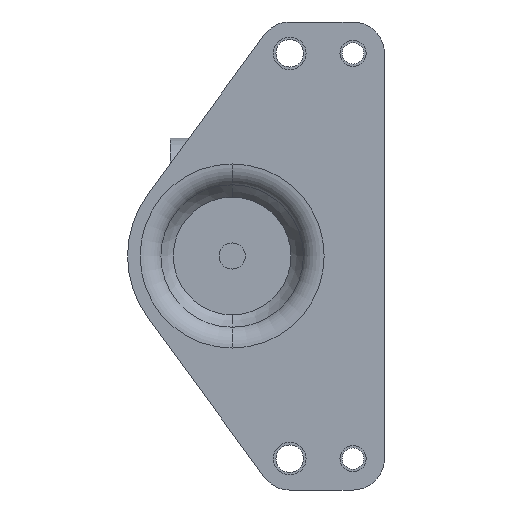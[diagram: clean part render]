
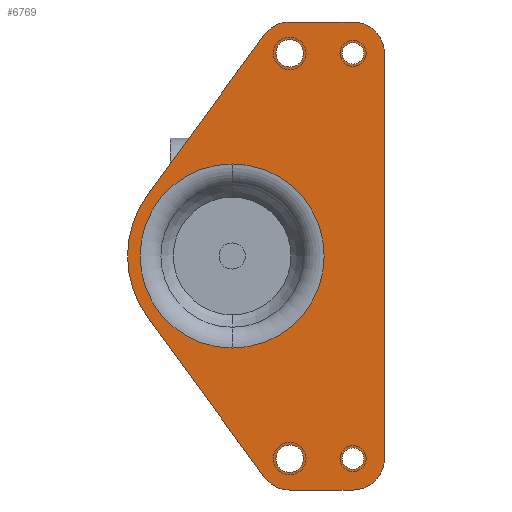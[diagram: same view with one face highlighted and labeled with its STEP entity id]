
A CAD part, left-side view. The second image highlights one B-rep face of the part: STEP entity #6769.
In plain terms, the highlighted face is planar.
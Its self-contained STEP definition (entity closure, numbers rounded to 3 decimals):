
#3813=CARTESIAN_POINT('',(0.,-7.327,0.));
#3814=DIRECTION('',(0.,-1.,0.));
#3815=DIRECTION('',(0.,0.,1.));
#3816=AXIS2_PLACEMENT_3D('',#3813,#3814,#3815);
#3818=CARTESIAN_POINT('',(0.,-7.327,0.));
#3819=DIRECTION('',(0.,-1.,0.));
#3820=DIRECTION('',(0.,0.,-1.));
#3821=AXIS2_PLACEMENT_3D('',#3818,#3819,#3820);
#3823=CARTESIAN_POINT('',(-8.8,-7.327,31.));
#3824=DIRECTION('',(0.,-1.,0.));
#3825=DIRECTION('',(0.807,0.,0.59));
#3826=AXIS2_PLACEMENT_3D('',#3823,#3824,#3825);
#3828=DIRECTION('',(-0.59,0.,0.807));
#3829=VECTOR('',#3828,30.216);
#3830=CARTESIAN_POINT('',(12.914,-7.327,9.446));
#3831=LINE('',#3830,#3829);
#3832=CARTESIAN_POINT('',(0.,-7.327,0.));
#3833=DIRECTION('',(0.,-1.,0.));
#3834=DIRECTION('',(0.807,0.,-0.59));
#3835=AXIS2_PLACEMENT_3D('',#3832,#3833,#3834);
#3837=DIRECTION('',(0.59,0.,0.807));
#3838=VECTOR('',#3837,30.216);
#3839=CARTESIAN_POINT('',(-4.926,-7.327,-33.834));
#3840=LINE('',#3839,#3838);
#3841=CARTESIAN_POINT('',(-8.8,-7.327,-31.));
#3842=DIRECTION('',(0.,-1.,0.));
#3843=DIRECTION('',(0.,0.,-1.));
#3844=AXIS2_PLACEMENT_3D('',#3841,#3842,#3843);
#3846=DIRECTION('',(1.,0.,0.));
#3847=VECTOR('',#3846,9.7);
#3848=CARTESIAN_POINT('',(-18.5,-7.327,-35.8));
#3849=LINE('',#3848,#3847);
#3850=CARTESIAN_POINT('',(-18.5,-7.327,-31.));
#3851=DIRECTION('',(0.,-1.,0.));
#3852=DIRECTION('',(-1.,0.,0.));
#3853=AXIS2_PLACEMENT_3D('',#3850,#3851,#3852);
#3855=DIRECTION('',(0.,0.,-1.));
#3856=VECTOR('',#3855,62.);
#3857=CARTESIAN_POINT('',(-23.3,-7.327,31.));
#3858=LINE('',#3857,#3856);
#3859=CARTESIAN_POINT('',(-18.5,-7.327,31.));
#3860=DIRECTION('',(0.,-1.,0.));
#3861=DIRECTION('',(0.,0.,1.));
#3862=AXIS2_PLACEMENT_3D('',#3859,#3860,#3861);
#3864=DIRECTION('',(-1.,0.,0.));
#3865=VECTOR('',#3864,9.7);
#3866=CARTESIAN_POINT('',(-8.8,-7.327,35.8));
#3867=LINE('',#3866,#3865);
#3868=CARTESIAN_POINT('',(-8.8,-7.327,31.));
#3869=DIRECTION('',(0.,1.,0.));
#3870=DIRECTION('',(1.,0.,0.));
#3871=AXIS2_PLACEMENT_3D('',#3868,#3869,#3870);
#3873=CARTESIAN_POINT('',(-8.8,-7.327,31.));
#3874=DIRECTION('',(0.,1.,0.));
#3875=DIRECTION('',(-1.,0.,0.));
#3876=AXIS2_PLACEMENT_3D('',#3873,#3874,#3875);
#3878=CARTESIAN_POINT('',(-8.8,-7.327,-31.));
#3879=DIRECTION('',(0.,1.,0.));
#3880=DIRECTION('',(1.,0.,0.));
#3881=AXIS2_PLACEMENT_3D('',#3878,#3879,#3880);
#3883=CARTESIAN_POINT('',(-8.8,-7.327,-31.));
#3884=DIRECTION('',(0.,1.,0.));
#3885=DIRECTION('',(-1.,0.,0.));
#3886=AXIS2_PLACEMENT_3D('',#3883,#3884,#3885);
#3888=CARTESIAN_POINT('',(-18.5,-7.327,-31.));
#3889=DIRECTION('',(0.,1.,0.));
#3890=DIRECTION('',(1.,0.,0.));
#3891=AXIS2_PLACEMENT_3D('',#3888,#3889,#3890);
#3893=CARTESIAN_POINT('',(-18.5,-7.327,-31.));
#3894=DIRECTION('',(0.,1.,0.));
#3895=DIRECTION('',(-1.,0.,0.));
#3896=AXIS2_PLACEMENT_3D('',#3893,#3894,#3895);
#3898=CARTESIAN_POINT('',(-18.5,-7.327,31.));
#3899=DIRECTION('',(0.,1.,0.));
#3900=DIRECTION('',(1.,0.,0.));
#3901=AXIS2_PLACEMENT_3D('',#3898,#3899,#3900);
#3903=CARTESIAN_POINT('',(-18.5,-7.327,31.));
#3904=DIRECTION('',(0.,1.,0.));
#3905=DIRECTION('',(-1.,0.,0.));
#3906=AXIS2_PLACEMENT_3D('',#3903,#3904,#3905);
#4827=CARTESIAN_POINT('',(12.914,-7.327,-9.446));
#4828=CARTESIAN_POINT('',(12.914,-7.327,9.446));
#4829=VERTEX_POINT('',#4827);
#4830=VERTEX_POINT('',#4828);
#4835=CARTESIAN_POINT('',(0.,-7.327,14.082));
#4836=CARTESIAN_POINT('',(0.,-7.327,-14.082));
#4837=VERTEX_POINT('',#4835);
#4838=VERTEX_POINT('',#4836);
#4950=CARTESIAN_POINT('',(-4.926,-7.327,33.834));
#4951=VERTEX_POINT('',#4950);
#4952=CARTESIAN_POINT('',(-8.8,-7.327,35.8));
#4953=VERTEX_POINT('',#4952);
#4958=CARTESIAN_POINT('',(-18.5,-7.327,35.8));
#4959=VERTEX_POINT('',#4958);
#4960=CARTESIAN_POINT('',(-23.3,-7.327,31.));
#4961=VERTEX_POINT('',#4960);
#4966=CARTESIAN_POINT('',(-23.3,-7.327,-31.));
#4967=VERTEX_POINT('',#4966);
#4968=CARTESIAN_POINT('',(-18.5,-7.327,-35.8));
#4969=VERTEX_POINT('',#4968);
#4974=CARTESIAN_POINT('',(-8.8,-7.327,-35.8));
#4975=VERTEX_POINT('',#4974);
#4976=CARTESIAN_POINT('',(-4.926,-7.327,-33.834));
#4977=VERTEX_POINT('',#4976);
#4994=CARTESIAN_POINT('',(-6.7,-7.327,31.));
#4995=CARTESIAN_POINT('',(-10.9,-7.327,31.));
#4996=VERTEX_POINT('',#4994);
#4997=VERTEX_POINT('',#4995);
#5002=CARTESIAN_POINT('',(-6.7,-7.327,-31.));
#5003=CARTESIAN_POINT('',(-10.9,-7.327,-31.));
#5004=VERTEX_POINT('',#5002);
#5005=VERTEX_POINT('',#5003);
#5010=CARTESIAN_POINT('',(-16.85,-7.327,-31.));
#5011=CARTESIAN_POINT('',(-20.15,-7.327,-31.));
#5012=VERTEX_POINT('',#5010);
#5013=VERTEX_POINT('',#5011);
#5018=CARTESIAN_POINT('',(-16.85,-7.327,31.));
#5019=CARTESIAN_POINT('',(-20.15,-7.327,31.));
#5020=VERTEX_POINT('',#5018);
#5021=VERTEX_POINT('',#5019);
#6722=CARTESIAN_POINT('',(0.,-7.327,0.));
#6723=DIRECTION('',(0.,-1.,0.));
#6724=DIRECTION('',(1.,0.,0.));
#6725=AXIS2_PLACEMENT_3D('',#6722,#6723,#6724);
#6726=PLANE('',#6725);
#6727=ORIENTED_EDGE('',*,*,#6590,.F.);
#6728=ORIENTED_EDGE('',*,*,#6606,.F.);
#6729=ORIENTED_EDGE('',*,*,#6619,.F.);
#6730=ORIENTED_EDGE('',*,*,#6632,.F.);
#6731=ORIENTED_EDGE('',*,*,#6647,.F.);
#6732=ORIENTED_EDGE('',*,*,#6660,.F.);
#6733=ORIENTED_EDGE('',*,*,#6675,.F.);
#6734=ORIENTED_EDGE('',*,*,#6688,.F.);
#6735=ORIENTED_EDGE('',*,*,#6703,.F.);
#6736=ORIENTED_EDGE('',*,*,#6715,.F.);
#6737=EDGE_LOOP('',(#6727,#6728,#6729,#6730,#6731,#6732,#6733,#6734,#6735,
#6736));
#6738=FACE_OUTER_BOUND('',#6737,.F.);
#6740=ORIENTED_EDGE('',*,*,#6739,.T.);
#6742=ORIENTED_EDGE('',*,*,#6741,.T.);
#6743=EDGE_LOOP('',(#6740,#6742));
#6744=FACE_BOUND('',#6743,.F.);
#6746=ORIENTED_EDGE('',*,*,#6745,.F.);
#6748=ORIENTED_EDGE('',*,*,#6747,.F.);
#6749=EDGE_LOOP('',(#6746,#6748));
#6750=FACE_BOUND('',#6749,.F.);
#6752=ORIENTED_EDGE('',*,*,#6751,.F.);
#6754=ORIENTED_EDGE('',*,*,#6753,.F.);
#6755=EDGE_LOOP('',(#6752,#6754));
#6756=FACE_BOUND('',#6755,.F.);
#6758=ORIENTED_EDGE('',*,*,#6757,.F.);
#6760=ORIENTED_EDGE('',*,*,#6759,.F.);
#6761=EDGE_LOOP('',(#6758,#6760));
#6762=FACE_BOUND('',#6761,.F.);
#6764=ORIENTED_EDGE('',*,*,#6763,.F.);
#6766=ORIENTED_EDGE('',*,*,#6765,.F.);
#6767=EDGE_LOOP('',(#6764,#6766));
#6768=FACE_BOUND('',#6767,.F.);
#6769=ADVANCED_FACE('',(#6738,#6744,#6750,#6756,#6762,#6768),#6726,.T.);
#3817=CIRCLE('',#3816,14.082);
#3822=CIRCLE('',#3821,14.082);
#3827=CIRCLE('',#3826,4.8);
#3836=CIRCLE('',#3835,16.);
#3845=CIRCLE('',#3844,4.8);
#3854=CIRCLE('',#3853,4.8);
#3863=CIRCLE('',#3862,4.8);
#3872=CIRCLE('',#3871,2.1);
#3877=CIRCLE('',#3876,2.1);
#3882=CIRCLE('',#3881,2.1);
#3887=CIRCLE('',#3886,2.1);
#3892=CIRCLE('',#3891,1.65);
#3897=CIRCLE('',#3896,1.65);
#3902=CIRCLE('',#3901,1.65);
#3907=CIRCLE('',#3906,1.65);
#6590=EDGE_CURVE('',#4951,#4953,#3827,.T.);
#6606=EDGE_CURVE('',#4830,#4951,#3831,.T.);
#6619=EDGE_CURVE('',#4829,#4830,#3836,.T.);
#6632=EDGE_CURVE('',#4977,#4829,#3840,.T.);
#6647=EDGE_CURVE('',#4975,#4977,#3845,.T.);
#6660=EDGE_CURVE('',#4969,#4975,#3849,.T.);
#6675=EDGE_CURVE('',#4967,#4969,#3854,.T.);
#6688=EDGE_CURVE('',#4961,#4967,#3858,.T.);
#6703=EDGE_CURVE('',#4959,#4961,#3863,.T.);
#6715=EDGE_CURVE('',#4953,#4959,#3867,.T.);
#6739=EDGE_CURVE('',#4837,#4838,#3817,.T.);
#6741=EDGE_CURVE('',#4838,#4837,#3822,.T.);
#6745=EDGE_CURVE('',#4996,#4997,#3872,.T.);
#6747=EDGE_CURVE('',#4997,#4996,#3877,.T.);
#6751=EDGE_CURVE('',#5004,#5005,#3882,.T.);
#6753=EDGE_CURVE('',#5005,#5004,#3887,.T.);
#6757=EDGE_CURVE('',#5012,#5013,#3892,.T.);
#6759=EDGE_CURVE('',#5013,#5012,#3897,.T.);
#6763=EDGE_CURVE('',#5020,#5021,#3902,.T.);
#6765=EDGE_CURVE('',#5021,#5020,#3907,.T.);
